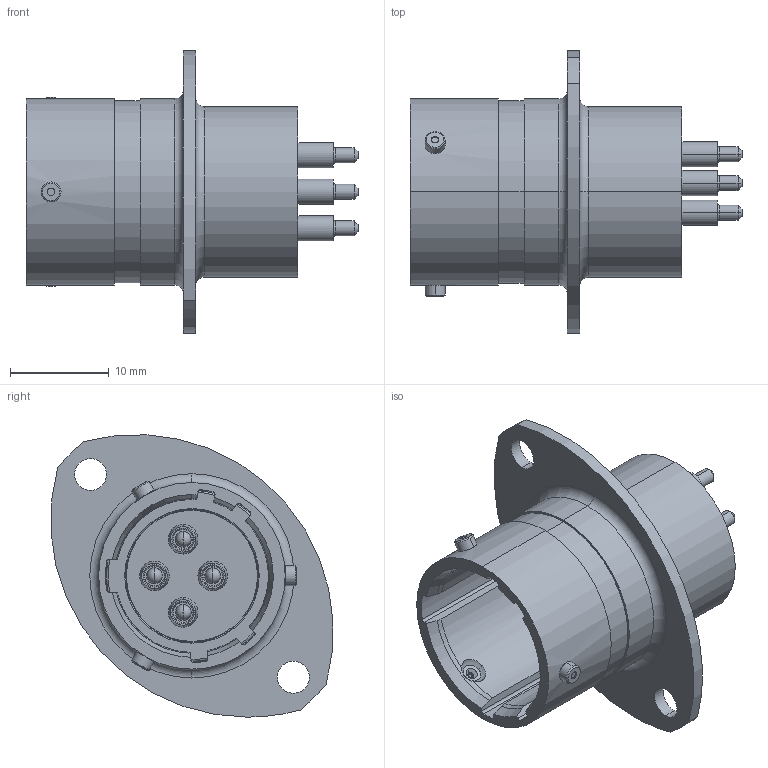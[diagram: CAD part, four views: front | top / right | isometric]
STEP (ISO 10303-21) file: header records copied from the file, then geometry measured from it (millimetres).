
FILE_DESCRIPTION (( 'STEP AP214' ), '1' );
FILE_NAME ('AS212-04PN.STEP', '2014-11-03T16:28:16', ( 'TE Connectivity' ), ( 'TE Connectivity' ), 'SwSTEP 2.0', 'SolidWorks 2014', '' );
FILE_SCHEMA (( 'AUTOMOTIVE_DESIGN' ));
Length unit declared in the file: millimetre
Products named in the file (1): AS212-04PN
Bounding box: 33.69 x 28.61 x 28.66 mm (x, y, z)
Volume: 4737.9 mm3; surface area: 6608.2 mm2
Topology: 16 solids, 16 shells, 355 faces, 756 edges, 461 vertices
Faces by surface type: cylinder 138, plane 81, torus 68, cone 56, sphere 12
Entity records: 13957 total; most frequent: DIRECTION 1917, CARTESIAN_POINT 1841, ORIENTED_EDGE 1500, AXIS2_PLACEMENT_3D 849, EDGE_CURVE 750, CIRCLE 493, VERTEX_POINT 461, EDGE_LOOP 411
